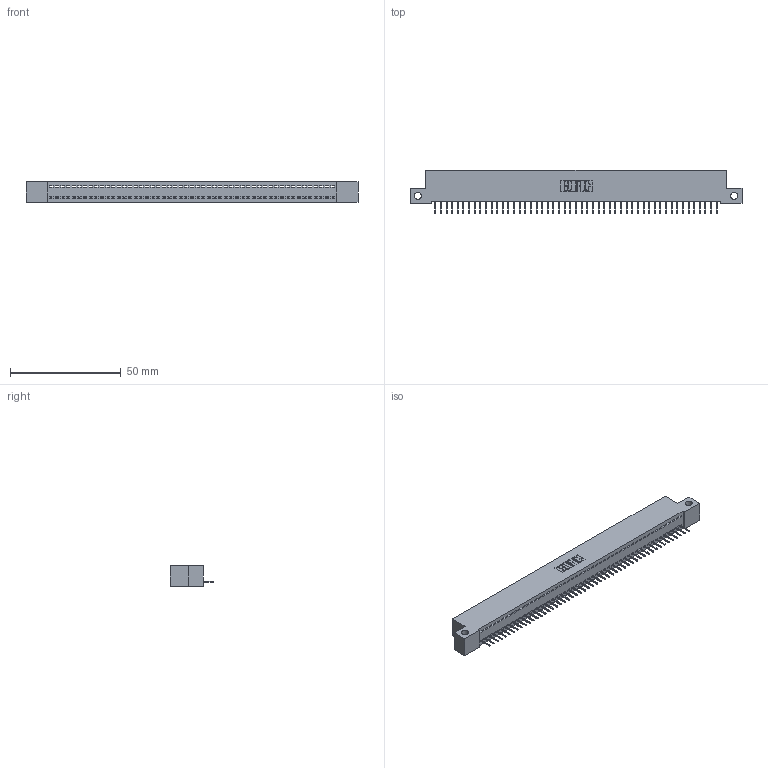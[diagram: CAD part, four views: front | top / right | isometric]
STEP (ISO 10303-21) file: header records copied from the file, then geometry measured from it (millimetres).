
FILE_DESCRIPTION (( 'STEP AP203' ), '1' );
FILE_NAME ('342-051-524-112.STEP', '2018-08-12T20:54:00', ( '' ), ( '' ), 'SwSTEP 2.0', 'SolidWorks 2016', '' );
FILE_SCHEMA (( 'CONFIG_CONTROL_DESIGN' ));
Length unit declared in the file: inch
Products named in the file (3): 342 Part_Side Mount; 345-292-001_345-293-124; 342-051-524-112
Assembly tree (52 placements, depth 2):
  342-051-524-112
    342 Part_Side Mount
    345-292-001_345-293-124  x51
Bounding box: 149.86 x 19.69 x 9.4 mm (x, y, z)
Volume: 12897.5 mm3; surface area: 18318.5 mm2
Topology: 52 solids, 52 shells, 3272 faces, 9479 edges, 6114 vertices
Faces by surface type: plane 2514, cylinder 758
Entity records: 29959 total; most frequent: CARTESIAN_POINT 5171, ORIENTED_EDGE 5158, DIRECTION 4345, EDGE_CURVE 2579, VECTOR 2455, LINE 2455, VERTEX_POINT 1714, AXIS2_PLACEMENT_3D 945
